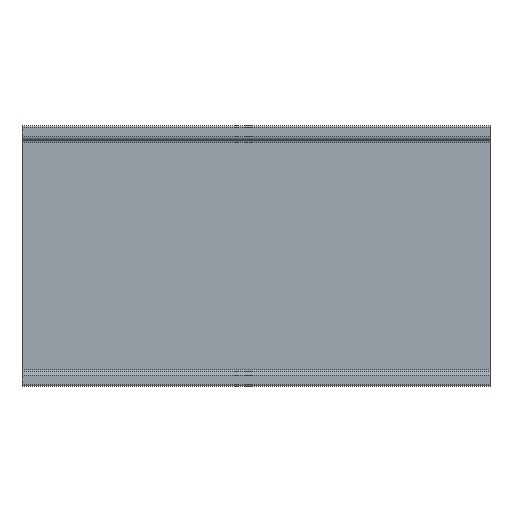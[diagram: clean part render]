
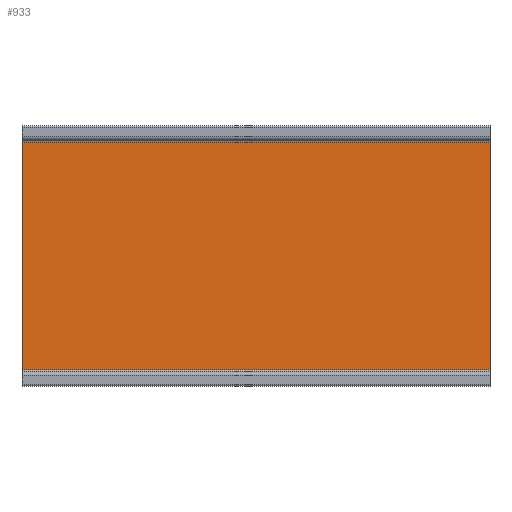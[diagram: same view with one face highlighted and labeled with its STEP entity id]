
A CAD part, top view. The second image highlights one B-rep face of the part: STEP entity #933.
In plain terms, the highlighted planar face has unit normal (0, 0, 1).
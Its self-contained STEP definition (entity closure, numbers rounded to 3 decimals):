
#73 = PLANE('',#74);
#74 = AXIS2_PLACEMENT_3D('',#75,#76,#77);
#75 = CARTESIAN_POINT('',(-60.,17.454,-20.402));
#76 = DIRECTION('',(1.,0.,0.));
#77 = DIRECTION('',(0.,1.,0.));
#132 = PLANE('',#133);
#133 = AXIS2_PLACEMENT_3D('',#134,#135,#136);
#134 = CARTESIAN_POINT('',(60.,17.454,-20.402));
#135 = DIRECTION('',(1.,0.,0.));
#136 = DIRECTION('',(0.,1.,0.));
#818 = CYLINDRICAL_SURFACE('',#819,0.5);
#819 = AXIS2_PLACEMENT_3D('',#820,#821,#822);
#820 = CARTESIAN_POINT('',(-60.,-29.15,-19.5));
#821 = DIRECTION('',(1.,0.,0.));
#822 = DIRECTION('',(0.,1.,0.));
#857 = VERTEX_POINT('',#858);
#858 = CARTESIAN_POINT('',(-60.,-29.15,-20.));
#884 = EDGE_CURVE('',#857,#885,#887,.T.);
#885 = VERTEX_POINT('',#886);
#886 = CARTESIAN_POINT('',(60.,-29.15,-20.));
#887 = SURFACE_CURVE('',#888,(#892,#899),.PCURVE_S1.);
#888 = LINE('',#889,#890);
#889 = CARTESIAN_POINT('',(-60.,-29.15,-20.));
#890 = VECTOR('',#891,1.);
#891 = DIRECTION('',(1.,0.,0.));
#892 = PCURVE('',#818,#893);
#893 = DEFINITIONAL_REPRESENTATION('',(#894),#898);
#894 = LINE('',#895,#896);
#895 = CARTESIAN_POINT('',(4.712,0.));
#896 = VECTOR('',#897,1.);
#897 = DIRECTION('',(0.,1.));
#898 = ( GEOMETRIC_REPRESENTATION_CONTEXT(2) 
PARAMETRIC_REPRESENTATION_CONTEXT() REPRESENTATION_CONTEXT('2D SPACE',''
  ) );
#899 = PCURVE('',#900,#905);
#900 = PLANE('',#901);
#901 = AXIS2_PLACEMENT_3D('',#902,#903,#904);
#902 = CARTESIAN_POINT('',(-60.,0.,-20.));
#903 = DIRECTION('',(0.,0.,1.));
#904 = DIRECTION('',(1.,0.,0.));
#905 = DEFINITIONAL_REPRESENTATION('',(#906),#910);
#906 = LINE('',#907,#908);
#907 = CARTESIAN_POINT('',(0.,-29.15));
#908 = VECTOR('',#909,1.);
#909 = DIRECTION('',(1.,0.));
#910 = ( GEOMETRIC_REPRESENTATION_CONTEXT(2) 
PARAMETRIC_REPRESENTATION_CONTEXT() REPRESENTATION_CONTEXT('2D SPACE',''
  ) );
#933 = ADVANCED_FACE('',(#934),#900,.T.);
#934 = FACE_BOUND('',#935,.T.);
#935 = EDGE_LOOP('',(#936,#959,#987,#1008));
#936 = ORIENTED_EDGE('',*,*,#937,.T.);
#937 = EDGE_CURVE('',#885,#938,#940,.T.);
#938 = VERTEX_POINT('',#939);
#939 = CARTESIAN_POINT('',(60.,29.15,-20.));
#940 = SURFACE_CURVE('',#941,(#945,#952),.PCURVE_S1.);
#941 = LINE('',#942,#943);
#942 = CARTESIAN_POINT('',(60.,-29.15,-20.));
#943 = VECTOR('',#944,1.);
#944 = DIRECTION('',(0.,1.,0.));
#945 = PCURVE('',#900,#946);
#946 = DEFINITIONAL_REPRESENTATION('',(#947),#951);
#947 = LINE('',#948,#949);
#948 = CARTESIAN_POINT('',(120.,-29.15));
#949 = VECTOR('',#950,1.);
#950 = DIRECTION('',(0.,1.));
#951 = ( GEOMETRIC_REPRESENTATION_CONTEXT(2) 
PARAMETRIC_REPRESENTATION_CONTEXT() REPRESENTATION_CONTEXT('2D SPACE',''
  ) );
#952 = PCURVE('',#132,#953);
#953 = DEFINITIONAL_REPRESENTATION('',(#954),#958);
#954 = LINE('',#955,#956);
#955 = CARTESIAN_POINT('',(-46.604,0.402));
#956 = VECTOR('',#957,1.);
#957 = DIRECTION('',(1.,0.));
#958 = ( GEOMETRIC_REPRESENTATION_CONTEXT(2) 
PARAMETRIC_REPRESENTATION_CONTEXT() REPRESENTATION_CONTEXT('2D SPACE',''
  ) );
#959 = ORIENTED_EDGE('',*,*,#960,.F.);
#960 = EDGE_CURVE('',#961,#938,#963,.T.);
#961 = VERTEX_POINT('',#962);
#962 = CARTESIAN_POINT('',(-60.,29.15,-20.));
#963 = SURFACE_CURVE('',#964,(#968,#975),.PCURVE_S1.);
#964 = LINE('',#965,#966);
#965 = CARTESIAN_POINT('',(-60.,29.15,-20.));
#966 = VECTOR('',#967,1.);
#967 = DIRECTION('',(1.,0.,0.));
#968 = PCURVE('',#900,#969);
#969 = DEFINITIONAL_REPRESENTATION('',(#970),#974);
#970 = LINE('',#971,#972);
#971 = CARTESIAN_POINT('',(0.,29.15));
#972 = VECTOR('',#973,1.);
#973 = DIRECTION('',(1.,0.));
#974 = ( GEOMETRIC_REPRESENTATION_CONTEXT(2) 
PARAMETRIC_REPRESENTATION_CONTEXT() REPRESENTATION_CONTEXT('2D SPACE',''
  ) );
#975 = PCURVE('',#976,#981);
#976 = CYLINDRICAL_SURFACE('',#977,0.5);
#977 = AXIS2_PLACEMENT_3D('',#978,#979,#980);
#978 = CARTESIAN_POINT('',(-60.,29.15,-19.5));
#979 = DIRECTION('',(1.,0.,0.));
#980 = DIRECTION('',(0.,0.,1.));
#981 = DEFINITIONAL_REPRESENTATION('',(#982),#986);
#982 = LINE('',#983,#984);
#983 = CARTESIAN_POINT('',(3.142,0.));
#984 = VECTOR('',#985,1.);
#985 = DIRECTION('',(0.,1.));
#986 = ( GEOMETRIC_REPRESENTATION_CONTEXT(2) 
PARAMETRIC_REPRESENTATION_CONTEXT() REPRESENTATION_CONTEXT('2D SPACE',''
  ) );
#987 = ORIENTED_EDGE('',*,*,#988,.T.);
#988 = EDGE_CURVE('',#961,#857,#989,.T.);
#989 = SURFACE_CURVE('',#990,(#994,#1001),.PCURVE_S1.);
#990 = LINE('',#991,#992);
#991 = CARTESIAN_POINT('',(-60.,29.15,-20.));
#992 = VECTOR('',#993,1.);
#993 = DIRECTION('',(0.,-1.,0.));
#994 = PCURVE('',#900,#995);
#995 = DEFINITIONAL_REPRESENTATION('',(#996),#1000);
#996 = LINE('',#997,#998);
#997 = CARTESIAN_POINT('',(0.,29.15));
#998 = VECTOR('',#999,1.);
#999 = DIRECTION('',(0.,-1.));
#1000 = ( GEOMETRIC_REPRESENTATION_CONTEXT(2) 
PARAMETRIC_REPRESENTATION_CONTEXT() REPRESENTATION_CONTEXT('2D SPACE',''
  ) );
#1001 = PCURVE('',#73,#1002);
#1002 = DEFINITIONAL_REPRESENTATION('',(#1003),#1007);
#1003 = LINE('',#1004,#1005);
#1004 = CARTESIAN_POINT('',(11.696,0.402));
#1005 = VECTOR('',#1006,1.);
#1006 = DIRECTION('',(-1.,0.));
#1007 = ( GEOMETRIC_REPRESENTATION_CONTEXT(2) 
PARAMETRIC_REPRESENTATION_CONTEXT() REPRESENTATION_CONTEXT('2D SPACE',''
  ) );
#1008 = ORIENTED_EDGE('',*,*,#884,.T.);
